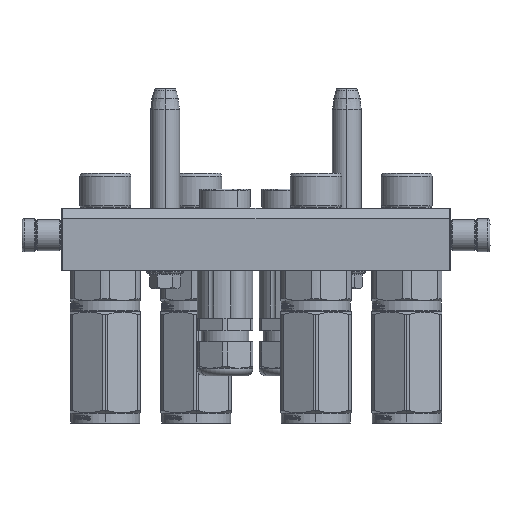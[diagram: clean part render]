
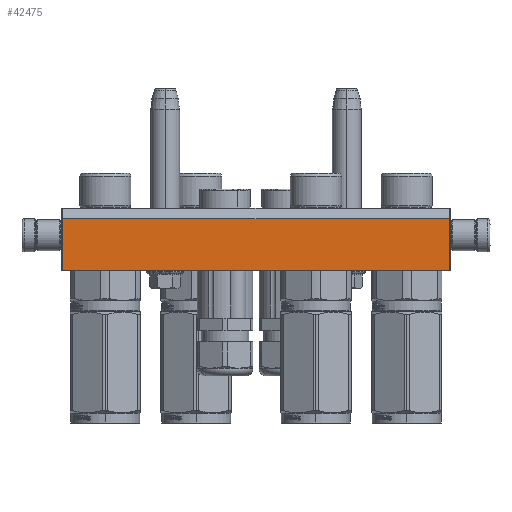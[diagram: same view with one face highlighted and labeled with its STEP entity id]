
A CAD part, left-side view. The second image highlights one B-rep face of the part: STEP entity #42475.
In plain terms, the highlighted face is planar.
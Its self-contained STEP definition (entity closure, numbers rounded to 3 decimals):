
#1209 = VERTEX_POINT ( 'NONE', #37761 ) ;
#1746 = DIRECTION ( 'NONE',  ( 0., 1., 0. ) ) ;
#4214 = VERTEX_POINT ( 'NONE', #14393 ) ;
#6967 = ORIENTED_EDGE ( 'NONE', *, *, #44416, .F. ) ;
#7563 = PLANE ( 'NONE',  #38887 ) ;
#10875 = VECTOR ( 'NONE', #52502, 1000. ) ;
#11934 = LINE ( 'NONE', #63621, #65257 ) ;
#11943 = DIRECTION ( 'NONE',  ( -1., 0., 0. ) ) ;
#12916 = ORIENTED_EDGE ( 'NONE', *, *, #57147, .T. ) ;
#14393 = CARTESIAN_POINT ( 'NONE',  ( 93.5, -10., -45. ) ) ;
#18466 = DIRECTION ( 'NONE',  ( -1., 0., 0. ) ) ;
#19245 = FACE_OUTER_BOUND ( 'NONE', #53950, .T. ) ;
#19285 = DIRECTION ( 'NONE',  ( 1., 0., 0. ) ) ;
#22154 = LINE ( 'NONE', #53767, #52019 ) ;
#23948 = EDGE_CURVE ( 'NONE', #29676, #1209, #22154, .T. ) ;
#24073 = CARTESIAN_POINT ( 'NONE',  ( -93.5, -10., -45. ) ) ;
#27324 = EDGE_CURVE ( 'NONE', #4214, #29676, #11934, .T. ) ;
#29676 = VERTEX_POINT ( 'NONE', #47982 ) ;
#31539 = CARTESIAN_POINT ( 'NONE',  ( -93.5, -10., -45. ) ) ;
#37761 = CARTESIAN_POINT ( 'NONE',  ( -93.5, 15., -45. ) ) ;
#37919 = CARTESIAN_POINT ( 'NONE',  ( -93.5, -10., -45. ) ) ;
#38887 = AXIS2_PLACEMENT_3D ( 'NONE', #59533, #49398, #18466 ) ;
#39913 = VECTOR ( 'NONE', #19285, 1000. ) ;
#42316 = VERTEX_POINT ( 'NONE', #37919 ) ;
#42475 = ADVANCED_FACE ( 'NONE', ( #19245 ), #7563, .T. ) ;
#44416 = EDGE_CURVE ( 'NONE', #42316, #4214, #50373, .T. ) ;
#47982 = CARTESIAN_POINT ( 'NONE',  ( 93.5, 15., -45. ) ) ;
#49398 = DIRECTION ( 'NONE',  ( 0., 0., -1. ) ) ;
#50122 = ORIENTED_EDGE ( 'NONE', *, *, #27324, .F. ) ;
#50190 = ORIENTED_EDGE ( 'NONE', *, *, #23948, .F. ) ;
#50373 = LINE ( 'NONE', #24073, #39913 ) ;
#52019 = VECTOR ( 'NONE', #11943, 1000. ) ;
#52152 = LINE ( 'NONE', #31539, #10875 ) ;
#52502 = DIRECTION ( 'NONE',  ( 0., 1., 0. ) ) ;
#53767 = CARTESIAN_POINT ( 'NONE',  ( 93.5, 15., -45. ) ) ;
#53950 = EDGE_LOOP ( 'NONE', ( #50190, #50122, #6967, #12916 ) ) ;
#57147 = EDGE_CURVE ( 'NONE', #42316, #1209, #52152, .T. ) ;
#59533 = CARTESIAN_POINT ( 'NONE',  ( 94., -15., -45. ) ) ;
#63621 = CARTESIAN_POINT ( 'NONE',  ( 93.5, -10., -45. ) ) ;
#65257 = VECTOR ( 'NONE', #1746, 1000. ) ;
